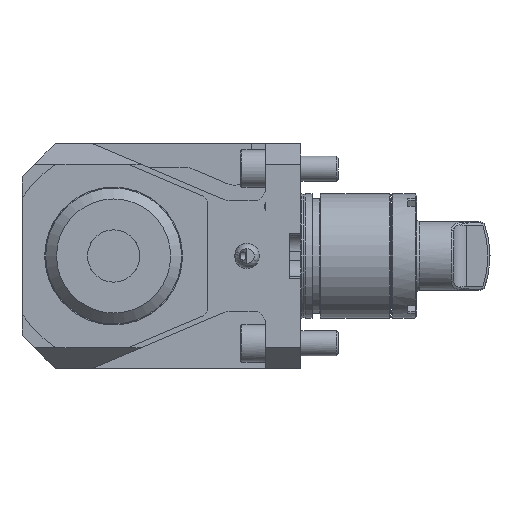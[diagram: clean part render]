
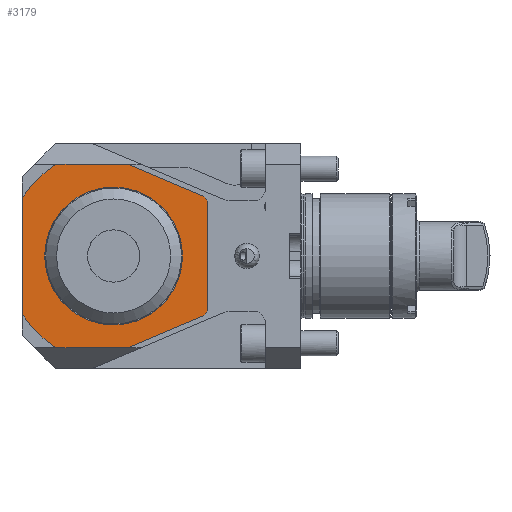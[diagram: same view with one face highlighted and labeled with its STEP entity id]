
A CAD part, left-side view. The second image highlights one B-rep face of the part: STEP entity #3179.
In plain terms, the highlighted planar face has unit normal (-1, 0, 0).
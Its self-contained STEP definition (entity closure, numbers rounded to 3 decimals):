
#1044 = VERTEX_POINT ( 'NONE', #3369 ) ;
#1262 = CIRCLE ( 'NONE', #8385, 52. ) ;
#2315 = CARTESIAN_POINT ( 'NONE',  ( -77., 88., -27.955 ) ) ;
#2339 = ORIENTED_EDGE ( 'NONE', *, *, #7917, .F. ) ;
#2503 = CARTESIAN_POINT ( 'NONE',  ( -77., 133., 0. ) ) ;
#2517 = LINE ( 'NONE', #2315, #21247 ) ;
#2727 = PLANE ( 'NONE',  #19785 ) ;
#3167 = DIRECTION ( 'NONE',  ( 0., 0., 1. ) ) ;
#3179 = ADVANCED_FACE ( 'Defeature completata1_506', ( #29904, #20544 ), #2727, .F. ) ;
#3369 = CARTESIAN_POINT ( 'NONE',  ( -77., 125.8, -44. ) ) ;
#3530 = CARTESIAN_POINT ( 'NONE',  ( -77., 160.713, 44. ) ) ;
#3978 = ORIENTED_EDGE ( 'NONE', *, *, #11656, .F. ) ;
#5300 = CARTESIAN_POINT ( 'NONE',  ( -77., 177., -27.713 ) ) ;
#5432 = CARTESIAN_POINT ( 'NONE',  ( -77., 125.8, -44. ) ) ;
#5635 = DIRECTION ( 'NONE',  ( 0., 0., 1. ) ) ;
#5811 = VERTEX_POINT ( 'NONE', #33789 ) ;
#5848 = EDGE_LOOP ( 'NONE', ( #35100 ) ) ;
#6132 = DIRECTION ( 'NONE',  ( 1., 0., 0. ) ) ;
#6385 = VERTEX_POINT ( 'NONE', #29422 ) ;
#6601 = AXIS2_PLACEMENT_3D ( 'NONE', #22292, #22685, #35040 ) ;
#7561 = ORIENTED_EDGE ( 'NONE', *, *, #39839, .F. ) ;
#7917 = EDGE_CURVE ( 'NONE', #1044, #14101, #36858, .T. ) ;
#8016 = DIRECTION ( 'NONE',  ( 0., -0.921, -0.391 ) ) ;
#8385 = AXIS2_PLACEMENT_3D ( 'NONE', #39567, #11826, #18301 ) ;
#8643 = VERTEX_POINT ( 'NONE', #3530 ) ;
#8739 = EDGE_CURVE ( 'NONE', #35012, #35012, #10186, .T. ) ;
#8822 = LINE ( 'NONE', #33537, #19257 ) ;
#9221 = DIRECTION ( 'NONE',  ( 0., 0.921, -0.391 ) ) ;
#9358 = EDGE_CURVE ( 'NONE', #5811, #1044, #2517, .T. ) ;
#9525 = VERTEX_POINT ( 'NONE', #5300 ) ;
#10186 = CIRCLE ( 'NONE', #31551, 33.1 ) ;
#10367 = CIRCLE ( 'NONE', #26516, 52. ) ;
#10994 = CIRCLE ( 'NONE', #22652, 52. ) ;
#11261 = DIRECTION ( 'NONE',  ( 0., -1., 0. ) ) ;
#11453 = CARTESIAN_POINT ( 'NONE',  ( -77., 89.591, 28.63 ) ) ;
#11656 = EDGE_CURVE ( 'NONE', #20259, #8643, #10994, .T. ) ;
#11700 = EDGE_CURVE ( 'NONE', #24865, #20017, #10367, .T. ) ;
#11826 = DIRECTION ( 'NONE',  ( 1., 0., 0. ) ) ;
#12135 = DIRECTION ( 'NONE',  ( 0., 1., 0. ) ) ;
#12359 = ORIENTED_EDGE ( 'NONE', *, *, #18166, .F. ) ;
#12699 = LINE ( 'NONE', #33776, #33482 ) ;
#13141 = CARTESIAN_POINT ( 'NONE',  ( -77., 88., 26.058 ) ) ;
#13495 = EDGE_CURVE ( 'NONE', #6385, #24865, #19747, .T. ) ;
#14101 = VERTEX_POINT ( 'NONE', #14345 ) ;
#14345 = CARTESIAN_POINT ( 'NONE',  ( -77., 160.713, -44. ) ) ;
#15304 = DIRECTION ( 'NONE',  ( 0., 0., -1. ) ) ;
#15871 = ORIENTED_EDGE ( 'NONE', *, *, #19774, .F. ) ;
#16368 = CARTESIAN_POINT ( 'NONE',  ( -77., 88., -26.058 ) ) ;
#16816 = VERTEX_POINT ( 'NONE', #16368 ) ;
#17914 = VECTOR ( 'NONE', #12135, 1000. ) ;
#18166 = EDGE_CURVE ( 'NONE', #14101, #9525, #23448, .T. ) ;
#18301 = DIRECTION ( 'NONE',  ( 0., -1., 0. ) ) ;
#18805 = DIRECTION ( 'NONE',  ( 0., -1., 0. ) ) ;
#19073 = VECTOR ( 'NONE', #18805, 1000. ) ;
#19257 = VECTOR ( 'NONE', #15304, 1000. ) ;
#19591 = CARTESIAN_POINT ( 'NONE',  ( -77., 133., 33.1 ) ) ;
#19747 = LINE ( 'NONE', #29301, #38708 ) ;
#19774 = EDGE_CURVE ( 'NONE', #8643, #6385, #26521, .T. ) ;
#19785 = AXIS2_PLACEMENT_3D ( 'NONE', #26645, #23410, #11261 ) ;
#20017 = VERTEX_POINT ( 'NONE', #13141 ) ;
#20259 = VERTEX_POINT ( 'NONE', #27413 ) ;
#20544 = FACE_BOUND ( 'NONE', #5848, .T. ) ;
#21247 = VECTOR ( 'NONE', #9221, 1000. ) ;
#21332 = DIRECTION ( 'NONE',  ( 0., -1., 0. ) ) ;
#22292 = CARTESIAN_POINT ( 'NONE',  ( -77., 133., 0. ) ) ;
#22652 = AXIS2_PLACEMENT_3D ( 'NONE', #2503, #36760, #21332 ) ;
#22685 = DIRECTION ( 'NONE',  ( 1., 0., 0. ) ) ;
#23410 = DIRECTION ( 'NONE',  ( 1., 0., 0. ) ) ;
#23448 = CIRCLE ( 'NONE', #6601, 52. ) ;
#23811 = ORIENTED_EDGE ( 'NONE', *, *, #11700, .F. ) ;
#24865 = VERTEX_POINT ( 'NONE', #11453 ) ;
#25286 = CARTESIAN_POINT ( 'NONE',  ( -77., 167., 44. ) ) ;
#25891 = EDGE_CURVE ( 'NONE', #9525, #20259, #12699, .T. ) ;
#26133 = EDGE_CURVE ( 'NONE', #20017, #16816, #8822, .T. ) ;
#26516 = AXIS2_PLACEMENT_3D ( 'NONE', #33515, #6132, #30480 ) ;
#26521 = LINE ( 'NONE', #25286, #19073 ) ;
#26645 = CARTESIAN_POINT ( 'NONE',  ( -77., 185., 0. ) ) ;
#27334 = ORIENTED_EDGE ( 'NONE', *, *, #25891, .F. ) ;
#27413 = CARTESIAN_POINT ( 'NONE',  ( -77., 177., 27.713 ) ) ;
#27539 = CARTESIAN_POINT ( 'NONE',  ( -77., 133., 0. ) ) ;
#27712 = ORIENTED_EDGE ( 'NONE', *, *, #9358, .F. ) ;
#29301 = CARTESIAN_POINT ( 'NONE',  ( -77., 125.8, 44. ) ) ;
#29422 = CARTESIAN_POINT ( 'NONE',  ( -77., 125.8, 44. ) ) ;
#29904 = FACE_OUTER_BOUND ( 'NONE', #35621, .T. ) ;
#30385 = DIRECTION ( 'NONE',  ( 1., 0., 0. ) ) ;
#30480 = DIRECTION ( 'NONE',  ( 0., -1., 0. ) ) ;
#31551 = AXIS2_PLACEMENT_3D ( 'NONE', #27539, #30385, #5635 ) ;
#33482 = VECTOR ( 'NONE', #3167, 1000. ) ;
#33515 = CARTESIAN_POINT ( 'NONE',  ( -77., 133., 0. ) ) ;
#33537 = CARTESIAN_POINT ( 'NONE',  ( -77., 88., 27.955 ) ) ;
#33776 = CARTESIAN_POINT ( 'NONE',  ( -77., 177., -34. ) ) ;
#33789 = CARTESIAN_POINT ( 'NONE',  ( -77., 89.591, -28.63 ) ) ;
#35012 = VERTEX_POINT ( 'NONE', #19591 ) ;
#35040 = DIRECTION ( 'NONE',  ( 0., -1., 0. ) ) ;
#35100 = ORIENTED_EDGE ( 'NONE', *, *, #8739, .T. ) ;
#35621 = EDGE_LOOP ( 'NONE', ( #27334, #12359, #2339, #27712, #7561, #36333, #23811, #37950, #15871, #3978 ) ) ;
#36333 = ORIENTED_EDGE ( 'NONE', *, *, #26133, .F. ) ;
#36760 = DIRECTION ( 'NONE',  ( 1., 0., 0. ) ) ;
#36858 = LINE ( 'NONE', #5432, #17914 ) ;
#37950 = ORIENTED_EDGE ( 'NONE', *, *, #13495, .F. ) ;
#38708 = VECTOR ( 'NONE', #8016, 1000. ) ;
#39567 = CARTESIAN_POINT ( 'NONE',  ( -77., 133., 0. ) ) ;
#39839 = EDGE_CURVE ( 'NONE', #16816, #5811, #1262, .T. ) ;
